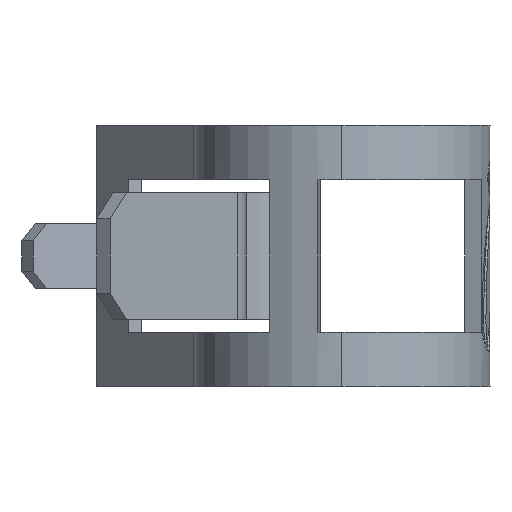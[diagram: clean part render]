
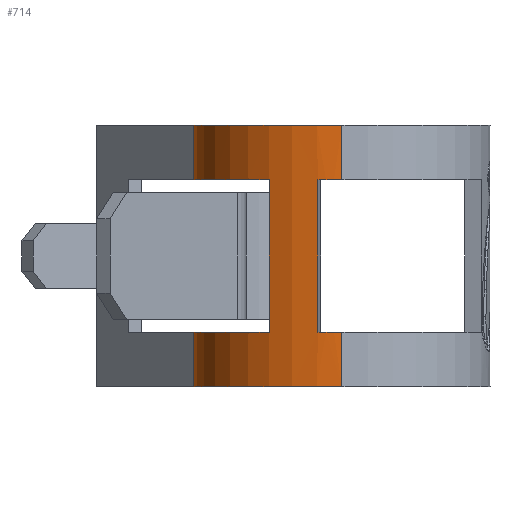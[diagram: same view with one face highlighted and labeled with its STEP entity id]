
A CAD part, left-side view. The second image highlights one B-rep face of the part: STEP entity #714.
In plain terms, the highlighted cylindrical face has radius 6.8 mm (diameter 13.6 mm), a partial arc.
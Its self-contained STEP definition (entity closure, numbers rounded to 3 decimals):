
#35 = ORIENTED_EDGE ( 'NONE', *, *, #414, .F. ) ;
#148 = CARTESIAN_POINT ( 'NONE',  ( 0., 0., 6. ) ) ;
#149 = EDGE_CURVE ( 'NONE', #5280, #1023, #2574, .T. ) ;
#241 = CARTESIAN_POINT ( 'NONE',  ( 0., 0., -3.5 ) ) ;
#290 = CARTESIAN_POINT ( 'NONE',  ( -6.711, 1.099, 6. ) ) ;
#294 = DIRECTION ( 'NONE',  ( 1., 0., 0. ) ) ;
#311 = AXIS2_PLACEMENT_3D ( 'NONE', #4968, #689, #3469 ) ;
#354 = DIRECTION ( 'NONE',  ( 0., 0., -1. ) ) ;
#414 = EDGE_CURVE ( 'NONE', #1133, #5280, #2703, .T. ) ;
#480 = CYLINDRICAL_SURFACE ( 'NONE', #5316, 6.8 ) ;
#600 = DIRECTION ( 'NONE',  ( -1., 0., 0. ) ) ;
#674 = VERTEX_POINT ( 'NONE', #3346 ) ;
#689 = DIRECTION ( 'NONE',  ( 0., 0., 1. ) ) ;
#714 = ADVANCED_FACE ( 'NONE', ( #1038 ), #480, .T. ) ;
#724 = ORIENTED_EDGE ( 'NONE', *, *, #149, .F. ) ;
#778 = LINE ( 'NONE', #290, #3208 ) ;
#843 = CARTESIAN_POINT ( 'NONE',  ( -5.93, 3.328, 6. ) ) ;
#1016 = DIRECTION ( 'NONE',  ( 0., 0., 1. ) ) ;
#1023 = VERTEX_POINT ( 'NONE', #4832 ) ;
#1038 = FACE_OUTER_BOUND ( 'NONE', #4338, .T. ) ;
#1045 = CARTESIAN_POINT ( 'NONE',  ( 4.126, 5.405, 6. ) ) ;
#1094 = VECTOR ( 'NONE', #3331, 1000. ) ;
#1133 = VERTEX_POINT ( 'NONE', #1045 ) ;
#1134 = DIRECTION ( 'NONE',  ( 0., 0., -1. ) ) ;
#1145 = CARTESIAN_POINT ( 'NONE',  ( -6.711, 1.099, 3.5 ) ) ;
#1348 = VERTEX_POINT ( 'NONE', #3856 ) ;
#1492 = EDGE_CURVE ( 'NONE', #1348, #4186, #3415, .T. ) ;
#1546 = DIRECTION ( 'NONE',  ( 1., 0., 0. ) ) ;
#1568 = EDGE_CURVE ( 'NONE', #674, #6166, #1661, .T. ) ;
#1594 = ORIENTED_EDGE ( 'NONE', *, *, #4145, .T. ) ;
#1661 = LINE ( 'NONE', #3569, #4609 ) ;
#1773 = CARTESIAN_POINT ( 'NONE',  ( 0., 0., -6. ) ) ;
#1866 = CARTESIAN_POINT ( 'NONE',  ( -6.8, 0., -3.5 ) ) ;
#1890 = VERTEX_POINT ( 'NONE', #4894 ) ;
#1969 = CARTESIAN_POINT ( 'NONE',  ( -6.8, 0., -6. ) ) ;
#2180 = DIRECTION ( 'NONE',  ( 0., 0., -1. ) ) ;
#2332 = CARTESIAN_POINT ( 'NONE',  ( 4.126, 5.405, -6. ) ) ;
#2574 = LINE ( 'NONE', #2636, #5012 ) ;
#2608 = AXIS2_PLACEMENT_3D ( 'NONE', #148, #3354, #1546 ) ;
#2636 = CARTESIAN_POINT ( 'NONE',  ( -6.8, 0., 6. ) ) ;
#2674 = EDGE_CURVE ( 'NONE', #5509, #1348, #778, .T. ) ;
#2703 = CIRCLE ( 'NONE', #2608, 6.8 ) ;
#2945 = ORIENTED_EDGE ( 'NONE', *, *, #5873, .F. ) ;
#2955 = EDGE_CURVE ( 'NONE', #5509, #1023, #5709, .T. ) ;
#2983 = CIRCLE ( 'NONE', #311, 6.8 ) ;
#2986 = CARTESIAN_POINT ( 'NONE',  ( 0., 0., 3.5 ) ) ;
#3006 = AXIS2_PLACEMENT_3D ( 'NONE', #2986, #5279, #5779 ) ;
#3082 = VERTEX_POINT ( 'NONE', #4613 ) ;
#3208 = VECTOR ( 'NONE', #354, 1000. ) ;
#3285 = LINE ( 'NONE', #3914, #5595 ) ;
#3293 = CARTESIAN_POINT ( 'NONE',  ( 0., 0., 3.5 ) ) ;
#3331 = DIRECTION ( 'NONE',  ( 0., 0., 1. ) ) ;
#3346 = CARTESIAN_POINT ( 'NONE',  ( 4.126, 5.405, -3.5 ) ) ;
#3354 = DIRECTION ( 'NONE',  ( 0., 0., 1. ) ) ;
#3415 = CIRCLE ( 'NONE', #5420, 6.8 ) ;
#3469 = DIRECTION ( 'NONE',  ( 1., 0., 0. ) ) ;
#3569 = CARTESIAN_POINT ( 'NONE',  ( 4.126, 5.405, 6. ) ) ;
#3634 = DIRECTION ( 'NONE',  ( 0., 0., 1. ) ) ;
#3656 = ORIENTED_EDGE ( 'NONE', *, *, #2955, .T. ) ;
#3747 = ORIENTED_EDGE ( 'NONE', *, *, #2674, .F. ) ;
#3787 = AXIS2_PLACEMENT_3D ( 'NONE', #1773, #1016, #4150 ) ;
#3856 = CARTESIAN_POINT ( 'NONE',  ( -6.711, 1.099, -3.5 ) ) ;
#3904 = ORIENTED_EDGE ( 'NONE', *, *, #5146, .F. ) ;
#3914 = CARTESIAN_POINT ( 'NONE',  ( -6.8, 0., 6. ) ) ;
#4016 = CARTESIAN_POINT ( 'NONE',  ( 4.126, 5.405, 6. ) ) ;
#4095 = CARTESIAN_POINT ( 'NONE',  ( -6.8, 0., 6. ) ) ;
#4145 = EDGE_CURVE ( 'NONE', #6166, #5910, #5185, .T. ) ;
#4150 = DIRECTION ( 'NONE',  ( 1., 0., 0. ) ) ;
#4160 = ORIENTED_EDGE ( 'NONE', *, *, #1568, .T. ) ;
#4186 = VERTEX_POINT ( 'NONE', #1866 ) ;
#4265 = DIRECTION ( 'NONE',  ( 0., 0., 1. ) ) ;
#4288 = DIRECTION ( 'NONE',  ( 0., 0., -1. ) ) ;
#4338 = EDGE_LOOP ( 'NONE', ( #724, #35, #6005, #4369, #5903, #3904, #4160, #1594, #2945, #5814, #3747, #3656 ) ) ;
#4369 = ORIENTED_EDGE ( 'NONE', *, *, #5560, .T. ) ;
#4609 = VECTOR ( 'NONE', #2180, 1000. ) ;
#4613 = CARTESIAN_POINT ( 'NONE',  ( -5.93, 3.328, 3.5 ) ) ;
#4691 = CIRCLE ( 'NONE', #5504, 6.8 ) ;
#4751 = CARTESIAN_POINT ( 'NONE',  ( 0., 0., 6. ) ) ;
#4832 = CARTESIAN_POINT ( 'NONE',  ( -6.8, 0., 3.5 ) ) ;
#4883 = EDGE_CURVE ( 'NONE', #1133, #1890, #5951, .T. ) ;
#4894 = CARTESIAN_POINT ( 'NONE',  ( 4.126, 5.405, 3.5 ) ) ;
#4968 = CARTESIAN_POINT ( 'NONE',  ( 0., 0., -3.5 ) ) ;
#5012 = VECTOR ( 'NONE', #5964, 1000. ) ;
#5146 = EDGE_CURVE ( 'NONE', #674, #5598, #2983, .T. ) ;
#5182 = EDGE_CURVE ( 'NONE', #5598, #3082, #6007, .T. ) ;
#5185 = CIRCLE ( 'NONE', #3787, 6.8 ) ;
#5279 = DIRECTION ( 'NONE',  ( 0., 0., 1. ) ) ;
#5280 = VERTEX_POINT ( 'NONE', #4095 ) ;
#5287 = DIRECTION ( 'NONE',  ( 0., 0., -1. ) ) ;
#5316 = AXIS2_PLACEMENT_3D ( 'NONE', #4751, #4288, #600 ) ;
#5420 = AXIS2_PLACEMENT_3D ( 'NONE', #241, #3634, #294 ) ;
#5504 = AXIS2_PLACEMENT_3D ( 'NONE', #3293, #4265, #5674 ) ;
#5509 = VERTEX_POINT ( 'NONE', #1145 ) ;
#5560 = EDGE_CURVE ( 'NONE', #1890, #3082, #4691, .T. ) ;
#5579 = CARTESIAN_POINT ( 'NONE',  ( -5.93, 3.328, -3.5 ) ) ;
#5595 = VECTOR ( 'NONE', #5287, 1000. ) ;
#5598 = VERTEX_POINT ( 'NONE', #5579 ) ;
#5674 = DIRECTION ( 'NONE',  ( 1., 0., 0. ) ) ;
#5709 = CIRCLE ( 'NONE', #3006, 6.8 ) ;
#5779 = DIRECTION ( 'NONE',  ( 1., 0., 0. ) ) ;
#5789 = VECTOR ( 'NONE', #1134, 1000. ) ;
#5814 = ORIENTED_EDGE ( 'NONE', *, *, #1492, .F. ) ;
#5873 = EDGE_CURVE ( 'NONE', #4186, #5910, #3285, .T. ) ;
#5903 = ORIENTED_EDGE ( 'NONE', *, *, #5182, .F. ) ;
#5910 = VERTEX_POINT ( 'NONE', #1969 ) ;
#5951 = LINE ( 'NONE', #4016, #5789 ) ;
#5964 = DIRECTION ( 'NONE',  ( 0., 0., -1. ) ) ;
#6005 = ORIENTED_EDGE ( 'NONE', *, *, #4883, .T. ) ;
#6007 = LINE ( 'NONE', #843, #1094 ) ;
#6166 = VERTEX_POINT ( 'NONE', #2332 ) ;
